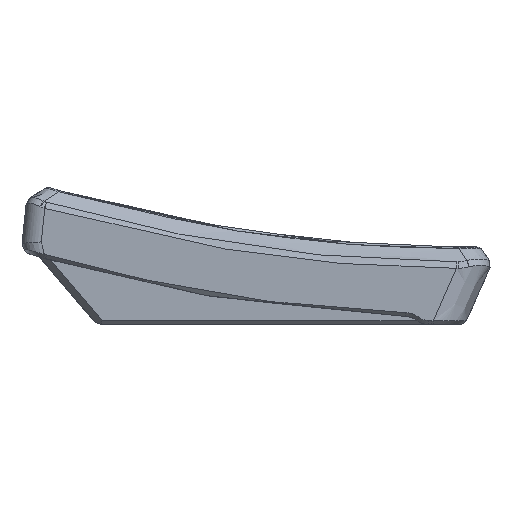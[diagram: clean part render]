
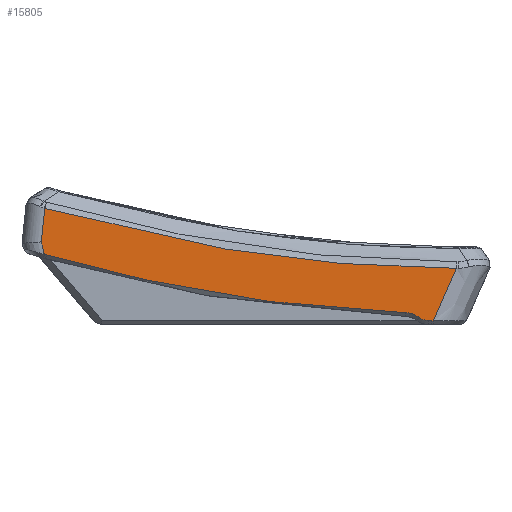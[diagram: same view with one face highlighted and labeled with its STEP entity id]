
A CAD part, left-side view. The second image highlights one B-rep face of the part: STEP entity #15805.
In plain terms, the highlighted planar face has unit normal (-1, 0, 0).
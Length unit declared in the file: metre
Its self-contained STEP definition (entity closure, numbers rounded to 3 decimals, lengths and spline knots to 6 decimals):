
#1752=FACE_OUTER_BOUND('',#2677,.T.);
#2677=EDGE_LOOP('',(#14541,#14542,#14543,#14544,#14545,#14546,#14547,#14548,
#14549,#14550));
#3663=LINE('',#35758,#4662);
#3674=LINE('',#36146,#4673);
#4662=VECTOR('',#18058,0.01);
#4673=VECTOR('',#18099,0.01);
#5904=B_SPLINE_CURVE_WITH_KNOTS('',3,(#35783,#35784,#35785,#35786,#35787,
#35788),.UNSPECIFIED.,.F.,.F.,(4,1,1,4),(0.847534,5.561841,
8.704712,11.847583),.UNSPECIFIED.);
#5907=B_SPLINE_CURVE_WITH_KNOTS('',3,(#35842,#35843,#35844,#35845),
 .UNSPECIFIED.,.F.,.F.,(4,4),(0.975268,2.478155),
 .UNSPECIFIED.);
#5913=B_SPLINE_CURVE_WITH_KNOTS('',3,(#35932,#35933,#35934,#35935),
 .UNSPECIFIED.,.F.,.F.,(4,4),(0.,0.331107),
 .UNSPECIFIED.);
#5927=B_SPLINE_CURVE_WITH_KNOTS('',3,(#36122,#36123,#36124,#36125),
 .UNSPECIFIED.,.F.,.F.,(4,4),(-0.387037,-0.050021),
 .UNSPECIFIED.);
#5928=B_SPLINE_CURVE_WITH_KNOTS('',3,(#36128,#36129,#36130,#36131),
 .UNSPECIFIED.,.F.,.F.,(4,4),(-0.043968,0.),.UNSPECIFIED.);
#5929=B_SPLINE_CURVE_WITH_KNOTS('',3,(#36133,#36134,#36135,#36136),
 .UNSPECIFIED.,.F.,.F.,(4,4),(-0.846896,-0.790184),
 .UNSPECIFIED.);
#5930=B_SPLINE_CURVE_WITH_KNOTS('',3,(#36138,#36139,#36140,#36141),
 .UNSPECIFIED.,.F.,.F.,(4,4),(10.539138,57.8852),
 .UNSPECIFIED.);
#5931=B_SPLINE_CURVE_WITH_KNOTS('',3,(#36142,#36143,#36144,#36145),
 .UNSPECIFIED.,.F.,.F.,(4,4),(0.146742,0.461728),
 .UNSPECIFIED.);
#7449=VERTEX_POINT('',#35316);
#7459=VERTEX_POINT('',#35372);
#7475=VERTEX_POINT('',#35732);
#7485=VERTEX_POINT('',#35831);
#7488=VERTEX_POINT('',#35923);
#7490=VERTEX_POINT('',#35930);
#7505=VERTEX_POINT('',#36115);
#7506=VERTEX_POINT('',#36127);
#7507=VERTEX_POINT('',#36132);
#7508=VERTEX_POINT('',#36137);
#9824=EDGE_CURVE('',#7475,#7449,#3663,.T.);
#9825=EDGE_CURVE('',#7449,#7459,#5904,.T.);
#9836=EDGE_CURVE('',#7459,#7485,#5907,.T.);
#9844=EDGE_CURVE('',#7490,#7488,#5913,.T.);
#9866=EDGE_CURVE('',#7505,#7475,#5927,.T.);
#9867=EDGE_CURVE('',#7485,#7506,#5928,.T.);
#9868=EDGE_CURVE('',#7507,#7505,#5929,.T.);
#9869=EDGE_CURVE('',#7508,#7507,#5930,.T.);
#9870=EDGE_CURVE('',#7488,#7508,#5931,.T.);
#9871=EDGE_CURVE('',#7506,#7490,#3674,.T.);
#14541=ORIENTED_EDGE('',*,*,#9867,.F.);
#14542=ORIENTED_EDGE('',*,*,#9836,.F.);
#14543=ORIENTED_EDGE('',*,*,#9825,.F.);
#14544=ORIENTED_EDGE('',*,*,#9824,.F.);
#14545=ORIENTED_EDGE('',*,*,#9866,.F.);
#14546=ORIENTED_EDGE('',*,*,#9868,.F.);
#14547=ORIENTED_EDGE('',*,*,#9869,.F.);
#14548=ORIENTED_EDGE('',*,*,#9870,.F.);
#14549=ORIENTED_EDGE('',*,*,#9844,.F.);
#14550=ORIENTED_EDGE('',*,*,#9871,.F.);
#14960=PLANE('',#16281);
#15805=ADVANCED_FACE('',(#1752),#14960,.T.);
#16281=AXIS2_PLACEMENT_3D('',#36126,#18097,#18098);
#18058=DIRECTION('',(0.,-0.105,0.995));
#18097=DIRECTION('center_axis',(-1.,0.,0.));
#18098=DIRECTION('ref_axis',(0.,-0.105,0.995));
#18099=DIRECTION('',(0.,1.,0.));
#35316=CARTESIAN_POINT('',(-0.15385,0.056263,0.040031));
#35372=CARTESIAN_POINT('',(-0.15385,-0.051896,0.024274));
#35732=CARTESIAN_POINT('',(-0.15385,0.057189,0.031218));
#35758=CARTESIAN_POINT('',(-0.15385,0.058339,0.020278));
#35783=CARTESIAN_POINT('Ctrl Pts',(-0.15385,0.056263,0.040031));
#35784=CARTESIAN_POINT('Ctrl Pts',(-0.15385,0.041169,0.035742));
#35785=CARTESIAN_POINT('Ctrl Pts',(-0.15385,0.015858,0.029889));
#35786=CARTESIAN_POINT('Ctrl Pts',(-0.15385,-0.020589,0.025174));
#35787=CARTESIAN_POINT('Ctrl Pts',(-0.15385,-0.041466,0.024258));
#35788=CARTESIAN_POINT('Ctrl Pts',(-0.15385,-0.051896,0.024274));
#35831=CARTESIAN_POINT('',(-0.15385,-0.045846,0.010517));
#35842=CARTESIAN_POINT('Ctrl Pts',(-0.15385,-0.051896,0.024274));
#35843=CARTESIAN_POINT('Ctrl Pts',(-0.15385,-0.049879,0.019688));
#35844=CARTESIAN_POINT('Ctrl Pts',(-0.15385,-0.047862,0.015102));
#35845=CARTESIAN_POINT('Ctrl Pts',(-0.15385,-0.045846,0.010517));
#35923=CARTESIAN_POINT('',(-0.15385,-0.042112,0.011359));
#35930=CARTESIAN_POINT('',(-0.15385,-0.044567,0.010517));
#35932=CARTESIAN_POINT('Ctrl Pts',(-0.15385,-0.044567,0.010517));
#35933=CARTESIAN_POINT('Ctrl Pts',(-0.15385,-0.043684,0.010517));
#35934=CARTESIAN_POINT('Ctrl Pts',(-0.15385,-0.042809,0.010817));
#35935=CARTESIAN_POINT('Ctrl Pts',(-0.15385,-0.042112,0.011359));
#36115=CARTESIAN_POINT('',(-0.15385,0.05638,0.027946));
#36122=CARTESIAN_POINT('Ctrl Pts',(-0.15385,0.05638,0.027946));
#36123=CARTESIAN_POINT('Ctrl Pts',(-0.15385,0.05665,0.029037));
#36124=CARTESIAN_POINT('Ctrl Pts',(-0.15385,0.056919,0.030127));
#36125=CARTESIAN_POINT('Ctrl Pts',(-0.15385,0.057189,0.031218));
#36126=CARTESIAN_POINT('Origin',(-0.15385,-0.000346,0.005755));
#36127=CARTESIAN_POINT('',(-0.15385,-0.045406,0.010517));
#36128=CARTESIAN_POINT('Ctrl Pts',(-0.15385,-0.045846,0.010517));
#36129=CARTESIAN_POINT('Ctrl Pts',(-0.15385,-0.045699,0.010517));
#36130=CARTESIAN_POINT('Ctrl Pts',(-0.15385,-0.045552,0.010517));
#36131=CARTESIAN_POINT('Ctrl Pts',(-0.15385,-0.045406,0.010517));
#36132=CARTESIAN_POINT('',(-0.15385,0.055832,0.027791));
#36133=CARTESIAN_POINT('Ctrl Pts',(-0.15385,0.055832,0.027791));
#36134=CARTESIAN_POINT('Ctrl Pts',(-0.15385,0.056014,0.027843));
#36135=CARTESIAN_POINT('Ctrl Pts',(-0.15385,0.056197,0.027894));
#36136=CARTESIAN_POINT('Ctrl Pts',(-0.15385,0.05638,0.027946));
#36137=CARTESIAN_POINT('',(-0.15385,-0.038621,0.012618));
#36138=CARTESIAN_POINT('Ctrl Pts',(-0.15385,-0.038621,0.012618));
#36139=CARTESIAN_POINT('Ctrl Pts',(-0.15385,-0.001149,0.013807));
#36140=CARTESIAN_POINT('Ctrl Pts',(-0.15385,0.031484,0.020905));
#36141=CARTESIAN_POINT('Ctrl Pts',(-0.15385,0.055832,0.027791));
#36142=CARTESIAN_POINT('Ctrl Pts',(-0.15385,-0.042112,0.011359));
#36143=CARTESIAN_POINT('Ctrl Pts',(-0.15385,-0.041121,0.012129));
#36144=CARTESIAN_POINT('Ctrl Pts',(-0.15385,-0.03988,0.012578));
#36145=CARTESIAN_POINT('Ctrl Pts',(-0.15385,-0.038621,0.012618));
#36146=CARTESIAN_POINT('',(-0.15385,-0.02659,0.010517));
